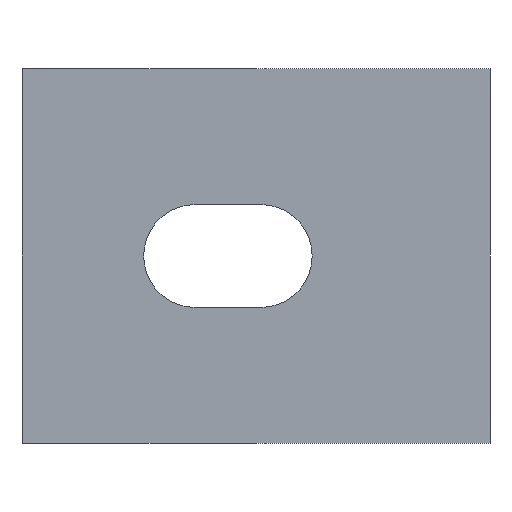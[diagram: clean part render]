
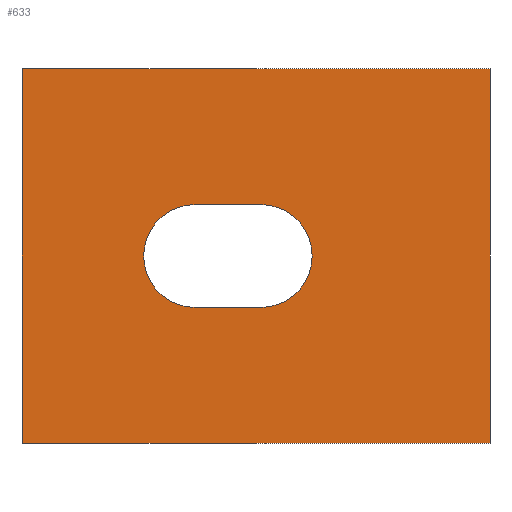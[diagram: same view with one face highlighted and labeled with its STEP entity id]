
A CAD part, left-side view. The second image highlights one B-rep face of the part: STEP entity #633.
In plain terms, the highlighted face is planar.
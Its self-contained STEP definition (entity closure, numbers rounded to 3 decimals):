
#4 = DIRECTION ( 'NONE',  ( 0., 0., -1. ) ) ;
#22 = LINE ( 'NONE', #817, #398 ) ;
#54 = CARTESIAN_POINT ( 'NONE',  ( -20., 0., 0. ) ) ;
#103 = PLANE ( 'NONE',  #433 ) ;
#110 = DIRECTION ( 'NONE',  ( 1., 0., 0. ) ) ;
#111 = VERTEX_POINT ( 'NONE', #776 ) ;
#119 = CARTESIAN_POINT ( 'NONE',  ( -20., 50., 0. ) ) ;
#126 = EDGE_CURVE ( 'NONE', #158, #336, #22, .T. ) ;
#129 = CIRCLE ( 'NONE', #1403, 5.5 ) ;
#158 = VERTEX_POINT ( 'NONE', #357 ) ;
#202 = LINE ( 'NONE', #54, #898 ) ;
#230 = CARTESIAN_POINT ( 'NONE',  ( -5.5, 24.5, 0. ) ) ;
#258 = CARTESIAN_POINT ( 'NONE',  ( 20., 50., 0. ) ) ;
#272 = VERTEX_POINT ( 'NONE', #837 ) ;
#281 = CARTESIAN_POINT ( 'NONE',  ( -20., 0., 0. ) ) ;
#336 = VERTEX_POINT ( 'NONE', #281 ) ;
#355 = EDGE_LOOP ( 'NONE', ( #375, #917, #1440, #888 ) ) ;
#356 = CARTESIAN_POINT ( 'NONE',  ( 5.5, 24.5, 0. ) ) ;
#357 = CARTESIAN_POINT ( 'NONE',  ( -20., 50., 0. ) ) ;
#368 = VERTEX_POINT ( 'NONE', #1320 ) ;
#375 = ORIENTED_EDGE ( 'NONE', *, *, #126, .T. ) ;
#381 = EDGE_CURVE ( 'NONE', #111, #1162, #503, .T. ) ;
#391 = ORIENTED_EDGE ( 'NONE', *, *, #1152, .F. ) ;
#398 = VECTOR ( 'NONE', #583, 1000. ) ;
#431 = DIRECTION ( 'NONE',  ( -1., 0., 0. ) ) ;
#433 = AXIS2_PLACEMENT_3D ( 'NONE', #119, #4, #431 ) ;
#470 = CARTESIAN_POINT ( 'NONE',  ( -5.5, 24.5, 0. ) ) ;
#503 = LINE ( 'NONE', #1027, #722 ) ;
#535 = DIRECTION ( 'NONE',  ( 0., 0., 1. ) ) ;
#583 = DIRECTION ( 'NONE',  ( 0., -1., 0. ) ) ;
#588 = LINE ( 'NONE', #356, #942 ) ;
#595 = LINE ( 'NONE', #470, #1036 ) ;
#603 = DIRECTION ( 'NONE',  ( 0., 1., 0. ) ) ;
#632 = VECTOR ( 'NONE', #1294, 1000. ) ;
#633 = ADVANCED_FACE ( 'NONE', ( #1004, #1137 ), #103, .F. ) ;
#637 = CIRCLE ( 'NONE', #1215, 5.5 ) ;
#691 = ORIENTED_EDGE ( 'NONE', *, *, #1375, .F. ) ;
#722 = VECTOR ( 'NONE', #1187, 1000. ) ;
#776 = CARTESIAN_POINT ( 'NONE',  ( 20., 0., 0. ) ) ;
#789 = CARTESIAN_POINT ( 'NONE',  ( 5.5, 31.5, 0. ) ) ;
#817 = CARTESIAN_POINT ( 'NONE',  ( -20., 0., 0. ) ) ;
#837 = CARTESIAN_POINT ( 'NONE',  ( 5.5, 24.5, 0. ) ) ;
#887 = CARTESIAN_POINT ( 'NONE',  ( 0., 24.5, 0. ) ) ;
#888 = ORIENTED_EDGE ( 'NONE', *, *, #1085, .T. ) ;
#898 = VECTOR ( 'NONE', #955, 1000. ) ;
#917 = ORIENTED_EDGE ( 'NONE', *, *, #1235, .T. ) ;
#942 = VECTOR ( 'NONE', #603, 1000. ) ;
#955 = DIRECTION ( 'NONE',  ( 1., 0., 0. ) ) ;
#972 = ORIENTED_EDGE ( 'NONE', *, *, #1175, .F. ) ;
#1004 = FACE_BOUND ( 'NONE', #1038, .T. ) ;
#1027 = CARTESIAN_POINT ( 'NONE',  ( 20., 0., 0. ) ) ;
#1036 = VECTOR ( 'NONE', #1041, 1000. ) ;
#1038 = EDGE_LOOP ( 'NONE', ( #972, #1083, #391, #691 ) ) ;
#1041 = DIRECTION ( 'NONE',  ( 0., -1., 0. ) ) ;
#1083 = ORIENTED_EDGE ( 'NONE', *, *, #1409, .F. ) ;
#1085 = EDGE_CURVE ( 'NONE', #1162, #158, #1163, .T. ) ;
#1086 = DIRECTION ( 'NONE',  ( 1., 0., 0. ) ) ;
#1103 = CARTESIAN_POINT ( 'NONE',  ( 0., 31.5, 0. ) ) ;
#1125 = DIRECTION ( 'NONE',  ( 0., 0., 1. ) ) ;
#1137 = FACE_OUTER_BOUND ( 'NONE', #355, .T. ) ;
#1152 = EDGE_CURVE ( 'NONE', #368, #1466, #595, .T. ) ;
#1156 = CARTESIAN_POINT ( 'NONE',  ( -20., 50., 0. ) ) ;
#1162 = VERTEX_POINT ( 'NONE', #258 ) ;
#1163 = LINE ( 'NONE', #1156, #632 ) ;
#1175 = EDGE_CURVE ( 'NONE', #272, #1449, #588, .T. ) ;
#1187 = DIRECTION ( 'NONE',  ( 0., 1., 0. ) ) ;
#1215 = AXIS2_PLACEMENT_3D ( 'NONE', #1103, #535, #1086 ) ;
#1235 = EDGE_CURVE ( 'NONE', #336, #111, #202, .T. ) ;
#1294 = DIRECTION ( 'NONE',  ( -1., 0., 0. ) ) ;
#1320 = CARTESIAN_POINT ( 'NONE',  ( -5.5, 31.5, 0. ) ) ;
#1375 = EDGE_CURVE ( 'NONE', #1449, #368, #637, .T. ) ;
#1403 = AXIS2_PLACEMENT_3D ( 'NONE', #887, #1125, #110 ) ;
#1409 = EDGE_CURVE ( 'NONE', #1466, #272, #129, .T. ) ;
#1440 = ORIENTED_EDGE ( 'NONE', *, *, #381, .T. ) ;
#1449 = VERTEX_POINT ( 'NONE', #789 ) ;
#1466 = VERTEX_POINT ( 'NONE', #230 ) ;
